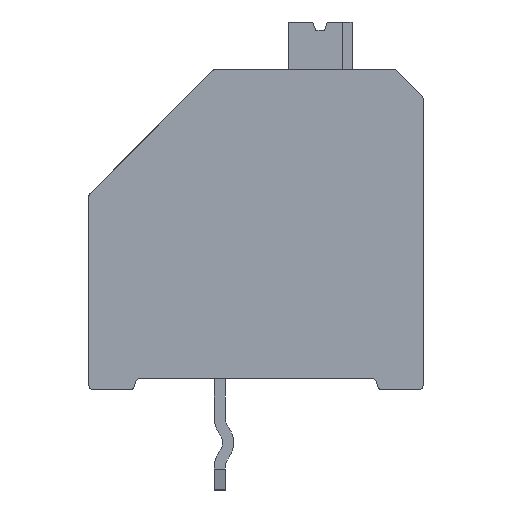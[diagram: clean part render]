
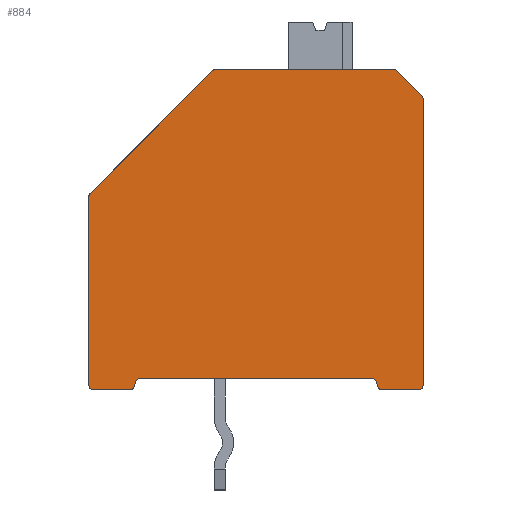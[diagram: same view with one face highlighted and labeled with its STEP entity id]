
A CAD part, front view. The second image highlights one B-rep face of the part: STEP entity #884.
In plain terms, the highlighted planar face has unit normal (0, -1, 0).
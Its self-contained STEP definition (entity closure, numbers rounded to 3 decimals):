
#884 = ADVANCED_FACE( '', ( #1796 ), #1797, .F. );
#1796 = FACE_OUTER_BOUND( '', #2733, .T. );
#1797 = PLANE( '', #2734 );
#2733 = EDGE_LOOP( '', ( #5285, #5286, #5287, #5288, #5289, #5290, #5291, #5292, #5293, #5294, #5295, #5296, #5297, #5298, #5299, #5300, #5301, #5302, #5303, #5304 ) );
#2734 = AXIS2_PLACEMENT_3D( '', #5305, #5306, #5307 );
#5285 = ORIENTED_EDGE( '', *, *, #6820, .F. );
#5286 = ORIENTED_EDGE( '', *, *, #6223, .F. );
#5287 = ORIENTED_EDGE( '', *, *, #6824, .F. );
#5288 = ORIENTED_EDGE( '', *, *, #5851, .F. );
#5289 = ORIENTED_EDGE( '', *, *, #6504, .F. );
#5290 = ORIENTED_EDGE( '', *, *, #5947, .F. );
#5291 = ORIENTED_EDGE( '', *, *, #6825, .F. );
#5292 = ORIENTED_EDGE( '', *, *, #6249, .F. );
#5293 = ORIENTED_EDGE( '', *, *, #6100, .F. );
#5294 = ORIENTED_EDGE( '', *, *, #5772, .F. );
#5295 = ORIENTED_EDGE( '', *, *, #6598, .F. );
#5296 = ORIENTED_EDGE( '', *, *, #6045, .F. );
#5297 = ORIENTED_EDGE( '', *, *, #6285, .F. );
#5298 = ORIENTED_EDGE( '', *, *, #6343, .F. );
#5299 = ORIENTED_EDGE( '', *, *, #6739, .F. );
#5300 = ORIENTED_EDGE( '', *, *, #6826, .F. );
#5301 = ORIENTED_EDGE( '', *, *, #6711, .F. );
#5302 = ORIENTED_EDGE( '', *, *, #5817, .F. );
#5303 = ORIENTED_EDGE( '', *, *, #6706, .F. );
#5304 = ORIENTED_EDGE( '', *, *, #6698, .F. );
#5305 = CARTESIAN_POINT( '', ( 0.17, -2.06, 6.76 ) );
#5306 = DIRECTION( '', ( 0., 1., 0. ) );
#5307 = DIRECTION( '', ( 0., 0., 1. ) );
#5772 = EDGE_CURVE( '', #6920, #6923, #6924, .T. );
#5817 = EDGE_CURVE( '', #7005, #7008, #7009, .T. );
#5851 = EDGE_CURVE( '', #7067, #7070, #7071, .T. );
#5947 = EDGE_CURVE( '', #7231, #7234, #7235, .T. );
#6045 = EDGE_CURVE( '', #7404, #7406, #7407, .T. );
#6100 = EDGE_CURVE( '', #6923, #7493, #7494, .T. );
#6223 = EDGE_CURVE( '', #7700, #7702, #7703, .T. );
#6249 = EDGE_CURVE( '', #7493, #7740, #7744, .T. );
#6285 = EDGE_CURVE( '', #7797, #7404, #7799, .T. );
#6343 = EDGE_CURVE( '', #7885, #7797, #7888, .T. );
#6504 = EDGE_CURVE( '', #7234, #7067, #8132, .T. );
#6598 = EDGE_CURVE( '', #7406, #6920, #8264, .T. );
#6698 = EDGE_CURVE( '', #8375, #8377, #8378, .T. );
#6706 = EDGE_CURVE( '', #8377, #7005, #8386, .T. );
#6711 = EDGE_CURVE( '', #7008, #8391, #8392, .T. );
#6739 = EDGE_CURVE( '', #8423, #7885, #8425, .T. );
#6820 = EDGE_CURVE( '', #7702, #8375, #8514, .T. );
#6824 = EDGE_CURVE( '', #7070, #7700, #8518, .T. );
#6825 = EDGE_CURVE( '', #7740, #7231, #8519, .T. );
#6826 = EDGE_CURVE( '', #8391, #8423, #8520, .T. );
#6920 = VERTEX_POINT( '', #8628 );
#6923 = VERTEX_POINT( '', #8632 );
#6924 = LINE( '', #8633, #8634 );
#7005 = VERTEX_POINT( '', #8753 );
#7008 = VERTEX_POINT( '', #8757 );
#7009 = LINE( '', #8758, #8759 );
#7067 = VERTEX_POINT( '', #8843 );
#7070 = VERTEX_POINT( '', #8847 );
#7071 = LINE( '', #8848, #8849 );
#7231 = VERTEX_POINT( '', #9072 );
#7234 = VERTEX_POINT( '', #9076 );
#7235 = LINE( '', #9077, #9078 );
#7404 = VERTEX_POINT( '', #9336 );
#7406 = VERTEX_POINT( '', #9339 );
#7407 = LINE( '', #9340, #9341 );
#7493 = VERTEX_POINT( '', #9465 );
#7494 = CIRCLE( '', #9466, 0.17 );
#7700 = VERTEX_POINT( '', #9754 );
#7702 = VERTEX_POINT( '', #9757 );
#7703 = LINE( '', #9758, #9759 );
#7740 = VERTEX_POINT( '', #9811 );
#7744 = LINE( '', #9817, #9818 );
#7797 = VERTEX_POINT( '', #9892 );
#7799 = CIRCLE( '', #9895, 0.17 );
#7885 = VERTEX_POINT( '', #10013 );
#7888 = LINE( '', #10017, #10018 );
#8132 = CIRCLE( '', #10373, 0.17 );
#8264 = CIRCLE( '', #10569, 0.17 );
#8375 = VERTEX_POINT( '', #10732 );
#8377 = VERTEX_POINT( '', #10735 );
#8378 = LINE( '', #10736, #10737 );
#8386 = CIRCLE( '', #10748, 0.17 );
#8391 = VERTEX_POINT( '', #10754 );
#8392 = CIRCLE( '', #10755, 0.17 );
#8423 = VERTEX_POINT( '', #10798 );
#8425 = CIRCLE( '', #10801, 0.17 );
#8514 = CIRCLE( '', #10926, 0.17 );
#8518 = CIRCLE( '', #10930, 0.17 );
#8519 = CIRCLE( '', #10931, 0.17 );
#8520 = LINE( '', #10932, #10933 );
#8628 = CARTESIAN_POINT( '', ( 10.366, -2.06, -0.044 ) );
#8632 = CARTESIAN_POINT( '', ( 10.327, -2.06, 0.104 ) );
#8633 = CARTESIAN_POINT( '', ( 10.327, -2.06, 0.104 ) );
#8634 = VECTOR( '', #11030, 1000. );
#8753 = CARTESIAN_POINT( '', ( 4.57, -2.06, 11.33 ) );
#8757 = CARTESIAN_POINT( '', ( 10.93, -2.06, 11.33 ) );
#8758 = CARTESIAN_POINT( '', ( 4.57, -2.06, 11.33 ) );
#8759 = VECTOR( '', #11070, 1000. );
#8843 = CARTESIAN_POINT( '', ( 1.47, -2.06, -0.17 ) );
#8847 = CARTESIAN_POINT( '', ( 0.17, -2.06, -0.17 ) );
#8848 = CARTESIAN_POINT( '', ( 1.47, -2.06, -0.17 ) );
#8849 = VECTOR( '', #11101, 1000. );
#9072 = CARTESIAN_POINT( '', ( 1.673, -2.06, 0.104 ) );
#9076 = CARTESIAN_POINT( '', ( 1.634, -2.06, -0.044 ) );
#9077 = CARTESIAN_POINT( '', ( 1.634, -2.06, -0.044 ) );
#9078 = VECTOR( '', #11196, 1000. );
#9336 = CARTESIAN_POINT( '', ( 11.83, -2.06, -0.17 ) );
#9339 = CARTESIAN_POINT( '', ( 10.53, -2.06, -0.17 ) );
#9340 = CARTESIAN_POINT( '', ( 11.83, -2.06, -0.17 ) );
#9341 = VECTOR( '', #11293, 1000. );
#9465 = CARTESIAN_POINT( '', ( 10.162, -2.06, 0.23 ) );
#9466 = AXIS2_PLACEMENT_3D( '', #11341, #11342, #11343 );
#9754 = CARTESIAN_POINT( '', ( 0., -2.06, 0. ) );
#9757 = CARTESIAN_POINT( '', ( 0., -2.06, 6.76 ) );
#9758 = CARTESIAN_POINT( '', ( 0., -2.06, 6.76 ) );
#9759 = VECTOR( '', #11466, 1000. );
#9811 = CARTESIAN_POINT( '', ( 1.838, -2.06, 0.23 ) );
#9817 = CARTESIAN_POINT( '', ( 1.838, -2.06, 0.23 ) );
#9818 = VECTOR( '', #11490, 1000. );
#9892 = CARTESIAN_POINT( '', ( 12., -2.06, 0. ) );
#9895 = AXIS2_PLACEMENT_3D( '', #11525, #11526, #11527 );
#10013 = CARTESIAN_POINT( '', ( 12., -2.06, 10.26 ) );
#10017 = CARTESIAN_POINT( '', ( 12., -2.06, 0. ) );
#10018 = VECTOR( '', #11588, 1000. );
#10373 = AXIS2_PLACEMENT_3D( '', #11802, #11803, #11804 );
#10569 = AXIS2_PLACEMENT_3D( '', #11905, #11906, #11907 );
#10732 = CARTESIAN_POINT( '', ( 0.05, -2.06, 6.88 ) );
#10735 = CARTESIAN_POINT( '', ( 4.45, -2.06, 11.28 ) );
#10736 = CARTESIAN_POINT( '', ( 0.05, -2.06, 6.88 ) );
#10737 = VECTOR( '', #11991, 1000. );
#10748 = AXIS2_PLACEMENT_3D( '', #11995, #11996, #11997 );
#10754 = CARTESIAN_POINT( '', ( 11.05, -2.06, 11.28 ) );
#10755 = AXIS2_PLACEMENT_3D( '', #12002, #12003, #12004 );
#10798 = CARTESIAN_POINT( '', ( 11.95, -2.06, 10.38 ) );
#10801 = AXIS2_PLACEMENT_3D( '', #12018, #12019, #12020 );
#10926 = AXIS2_PLACEMENT_3D( '', #12063, #12064, #12065 );
#10930 = AXIS2_PLACEMENT_3D( '', #12069, #12070, #12071 );
#10931 = AXIS2_PLACEMENT_3D( '', #12072, #12073, #12074 );
#10932 = CARTESIAN_POINT( '', ( 11.05, -2.06, 11.28 ) );
#10933 = VECTOR( '', #12075, 1000. );
#11030 = DIRECTION( '', ( -0.259, 0., 0.966 ) );
#11070 = DIRECTION( '', ( 1., 0., 0. ) );
#11101 = DIRECTION( '', ( -1., 0., 0. ) );
#11196 = DIRECTION( '', ( -0.259, 0., -0.966 ) );
#11293 = DIRECTION( '', ( -1., 0., 0. ) );
#11341 = CARTESIAN_POINT( '', ( 10.162, -2.06, 0.06 ) );
#11342 = DIRECTION( '', ( 0., -1., 0. ) );
#11343 = DIRECTION( '', ( 1., 0., 0. ) );
#11466 = DIRECTION( '', ( 0., 0., 1. ) );
#11490 = DIRECTION( '', ( -1., 0., 0. ) );
#11525 = CARTESIAN_POINT( '', ( 11.83, -2.06, 0. ) );
#11526 = DIRECTION( '', ( 0., 1., 0. ) );
#11527 = DIRECTION( '', ( -1., 0., 0. ) );
#11588 = DIRECTION( '', ( 0., 0., -1. ) );
#11802 = CARTESIAN_POINT( '', ( 1.47, -2.06, 0. ) );
#11803 = DIRECTION( '', ( 0., 1., 0. ) );
#11804 = DIRECTION( '', ( 1., 0., 0. ) );
#11905 = CARTESIAN_POINT( '', ( 10.53, -2.06, 0. ) );
#11906 = DIRECTION( '', ( 0., 1., 0. ) );
#11907 = DIRECTION( '', ( 1., 0., 0. ) );
#11991 = DIRECTION( '', ( 0.707, 0., 0.707 ) );
#11995 = CARTESIAN_POINT( '', ( 4.57, -2.06, 11.16 ) );
#11996 = DIRECTION( '', ( 0., 1., 0. ) );
#11997 = DIRECTION( '', ( 1., 0., 0. ) );
#12002 = CARTESIAN_POINT( '', ( 10.93, -2.06, 11.16 ) );
#12003 = DIRECTION( '', ( 0., 1., 0. ) );
#12004 = DIRECTION( '', ( 1., 0., 0. ) );
#12018 = CARTESIAN_POINT( '', ( 11.83, -2.06, 10.26 ) );
#12019 = DIRECTION( '', ( 0., 1., 0. ) );
#12020 = DIRECTION( '', ( -1., 0., 0. ) );
#12063 = CARTESIAN_POINT( '', ( 0.17, -2.06, 6.76 ) );
#12064 = DIRECTION( '', ( 0., 1., 0. ) );
#12065 = DIRECTION( '', ( 1., 0., 0. ) );
#12069 = CARTESIAN_POINT( '', ( 0.17, -2.06, 0. ) );
#12070 = DIRECTION( '', ( 0., 1., 0. ) );
#12071 = DIRECTION( '', ( 1., 0., 0. ) );
#12072 = CARTESIAN_POINT( '', ( 1.838, -2.06, 0.06 ) );
#12073 = DIRECTION( '', ( 0., -1., 0. ) );
#12074 = DIRECTION( '', ( 1., 0., 0. ) );
#12075 = DIRECTION( '', ( 0.707, 0., -0.707 ) );
